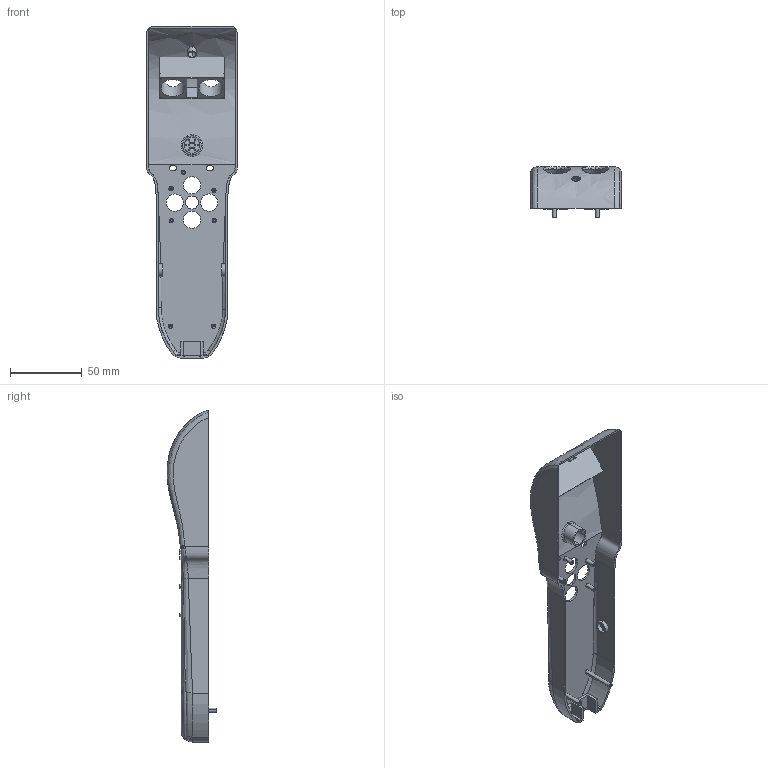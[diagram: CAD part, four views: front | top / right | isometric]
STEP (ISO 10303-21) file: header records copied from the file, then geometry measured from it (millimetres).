
FILE_DESCRIPTION (( 'STEP AP203' ), '1' );
FILE_NAME ('upper part feature.STEP', '2022-04-08T22:24:01', ( '' ), ( '' ), 'SwSTEP 2.0', 'SolidWorks 2015', '' );
FILE_SCHEMA (( 'CONFIG_CONTROL_DESIGN' ));
Length unit declared in the file: centimetre
Products named in the file (1): upper part feature
Bounding box: 63.09 x 34.74 x 230.73 mm (x, y, z)
Volume: 33588 mm3; surface area: 52802.6 mm2
Topology: 2 solids, 2 shells, 328 faces, 830 edges, 537 vertices
Faces by surface type: plane 126, cylinder 101, bspline 73, cone 24, sphere 3, torus 1
Entity records: 19003 total; most frequent: CARTESIAN_POINT 11541, ORIENTED_EDGE 1650, DIRECTION 1261, EDGE_CURVE 825, VERTEX_POINT 537, AXIS2_PLACEMENT_3D 422, LINE 417, VECTOR 417
